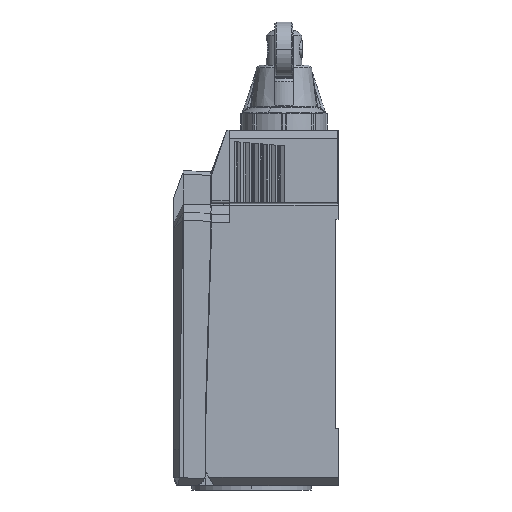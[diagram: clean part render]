
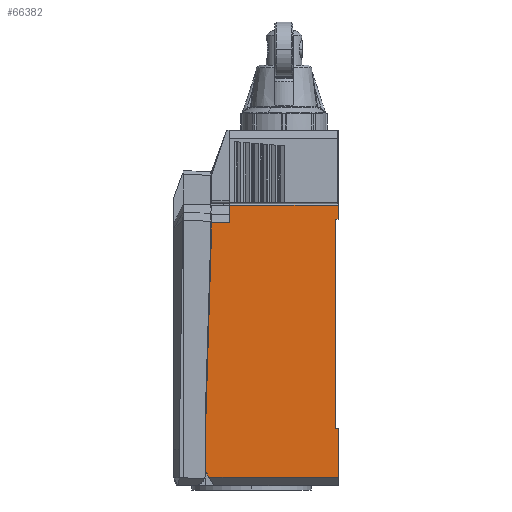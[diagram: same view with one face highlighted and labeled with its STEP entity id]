
A CAD part, left-side view. The second image highlights one B-rep face of the part: STEP entity #66382.
In plain terms, the highlighted planar face has unit normal (-1, 0, 0).
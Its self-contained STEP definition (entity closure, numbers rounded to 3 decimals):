
#11472=DIRECTION('',(0.,0.,-1.));
#11473=VECTOR('',#11472,2.6);
#11474=CARTESIAN_POINT('',(-15.25,0.,-11.));
#11475=LINE('',#11474,#11473);
#16205=DIRECTION('',(0.,1.,0.));
#16206=VECTOR('',#16205,20.);
#16207=CARTESIAN_POINT('',(-15.25,0.,-11.));
#16208=LINE('',#16207,#16206);
#16212=DIRECTION('',(0.,1.,0.));
#16213=VECTOR('',#16212,0.5);
#16214=CARTESIAN_POINT('',(-15.25,0.,-13.6));
#16215=LINE('',#16214,#16213);
#16219=DIRECTION('',(0.,0.,-1.));
#16220=VECTOR('',#16219,38.6);
#16221=CARTESIAN_POINT('',(-15.25,0.5,-13.6));
#16222=LINE('',#16221,#16220);
#16226=DIRECTION('',(0.,1.,0.));
#16227=VECTOR('',#16226,0.5);
#16228=CARTESIAN_POINT('',(-15.25,0.,-52.2));
#16229=LINE('',#16228,#16227);
#16233=DIRECTION('',(0.,-1.,0.));
#16234=VECTOR('',#16233,23.815);
#16235=CARTESIAN_POINT('',(-15.25,23.815,-61.15));
#16236=LINE('',#16235,#16234);
#16240=DIRECTION('',(0.,0.5,0.866));
#16241=VECTOR('',#16240,1.169);
#16242=CARTESIAN_POINT('',(-15.25,23.815,-61.15));
#16243=LINE('',#16242,#16241);
#16247=DIRECTION('',(0.,-0.03,1.));
#16248=VECTOR('',#16247,33.015);
#16249=CARTESIAN_POINT('',(-15.25,24.4,-50.735));
#16250=LINE('',#16249,#16248);
#16254=DIRECTION('',(0.,0.,1.));
#16255=VECTOR('',#16254,3.485);
#16256=CARTESIAN_POINT('',(-15.25,23.4,-17.735));
#16257=LINE('',#16256,#16255);
#16261=DIRECTION('',(0.,-1.,0.));
#16262=VECTOR('',#16261,3.4);
#16263=CARTESIAN_POINT('',(-15.25,23.4,-14.25));
#16264=LINE('',#16263,#16262);
#16268=DIRECTION('',(0.,0.,-1.));
#16269=VECTOR('',#16268,3.25);
#16270=CARTESIAN_POINT('',(-15.25,20.,-11.));
#16271=LINE('',#16270,#16269);
#19841=DIRECTION('',(0.,0.,-1.));
#19842=VECTOR('',#19841,8.95);
#19843=CARTESIAN_POINT('',(-15.25,0.,-52.2));
#19844=LINE('',#19843,#19842);
#35418=DIRECTION('',(0.,0.,-1.));
#35419=VECTOR('',#35418,9.402);
#35420=CARTESIAN_POINT('',(-15.25,24.4,-50.735));
#35421=LINE('',#35420,#35419);
#42581=CARTESIAN_POINT('',(-15.25,24.4,-60.137));
#42583=VERTEX_POINT('',#42581);
#42605=CARTESIAN_POINT('',(-15.25,24.4,-50.735));
#42606=VERTEX_POINT('',#42605);
#42624=CARTESIAN_POINT('',(-15.25,20.,-14.25));
#42626=VERTEX_POINT('',#42624);
#42641=CARTESIAN_POINT('',(-15.25,0.,-13.6));
#42642=VERTEX_POINT('',#42641);
#42655=CARTESIAN_POINT('',(-15.25,0.5,-13.6));
#42656=CARTESIAN_POINT('',(-15.25,0.5,-52.2));
#42657=VERTEX_POINT('',#42655);
#42658=VERTEX_POINT('',#42656);
#42659=CARTESIAN_POINT('',(-15.25,0.,-52.2));
#42660=VERTEX_POINT('',#42659);
#42677=CARTESIAN_POINT('',(-15.25,23.4,-14.25));
#42678=VERTEX_POINT('',#42677);
#42687=CARTESIAN_POINT('',(-15.25,23.4,-17.735));
#42688=VERTEX_POINT('',#42687);
#44121=CARTESIAN_POINT('',(-15.25,0.,-61.15));
#44122=VERTEX_POINT('',#44121);
#44127=CARTESIAN_POINT('',(-15.25,23.815,-61.15));
#44128=VERTEX_POINT('',#44127);
#44855=CARTESIAN_POINT('',(-15.25,20.,-11.));
#44857=VERTEX_POINT('',#44855);
#44861=CARTESIAN_POINT('',(-15.25,0.,-11.));
#44862=VERTEX_POINT('',#44861);
#66353=CARTESIAN_POINT('',(-15.25,26.7,0.));
#66354=DIRECTION('',(-1.,0.,0.));
#66355=DIRECTION('',(0.,-1.,0.));
#66356=AXIS2_PLACEMENT_3D('',#66353,#66354,#66355);
#66357=PLANE('',#66356);
#66359=ORIENTED_EDGE('',*,*,#66358,.F.);
#66360=ORIENTED_EDGE('',*,*,#60728,.T.);
#66362=ORIENTED_EDGE('',*,*,#66361,.T.);
#66364=ORIENTED_EDGE('',*,*,#66363,.T.);
#66366=ORIENTED_EDGE('',*,*,#66365,.F.);
#66368=ORIENTED_EDGE('',*,*,#66367,.T.);
#66369=ORIENTED_EDGE('',*,*,#66332,.F.);
#66370=ORIENTED_EDGE('',*,*,#66309,.T.);
#66372=ORIENTED_EDGE('',*,*,#66371,.F.);
#66374=ORIENTED_EDGE('',*,*,#66373,.T.);
#66375=ORIENTED_EDGE('',*,*,#65675,.T.);
#66377=ORIENTED_EDGE('',*,*,#66376,.T.);
#66379=ORIENTED_EDGE('',*,*,#66378,.F.);
#66380=EDGE_LOOP('',(#66359,#66360,#66362,#66364,#66366,#66368,#66369,#66370,
#66372,#66374,#66375,#66377,#66379));
#66381=FACE_OUTER_BOUND('',#66380,.F.);
#60728=EDGE_CURVE('',#44862,#42642,#11475,.T.);
#65675=EDGE_CURVE('',#42688,#42678,#16257,.T.);
#66309=EDGE_CURVE('',#44128,#42583,#16243,.T.);
#66332=EDGE_CURVE('',#44128,#44122,#16236,.T.);
#66358=EDGE_CURVE('',#44862,#44857,#16208,.T.);
#66361=EDGE_CURVE('',#42642,#42657,#16215,.T.);
#66363=EDGE_CURVE('',#42657,#42658,#16222,.T.);
#66365=EDGE_CURVE('',#42660,#42658,#16229,.T.);
#66367=EDGE_CURVE('',#42660,#44122,#19844,.T.);
#66371=EDGE_CURVE('',#42606,#42583,#35421,.T.);
#66373=EDGE_CURVE('',#42606,#42688,#16250,.T.);
#66376=EDGE_CURVE('',#42678,#42626,#16264,.T.);
#66378=EDGE_CURVE('',#44857,#42626,#16271,.T.);
#66382=ADVANCED_FACE('',(#66381),#66357,.T.);
